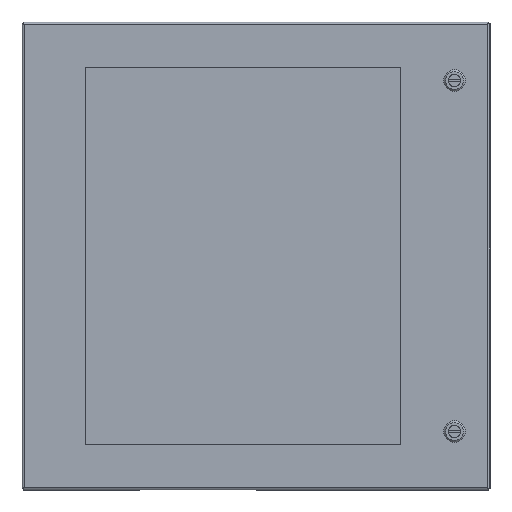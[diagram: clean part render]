
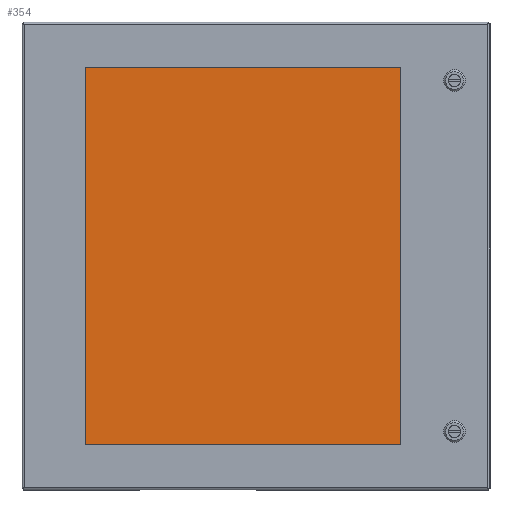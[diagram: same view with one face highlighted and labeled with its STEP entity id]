
A CAD part, front view. The second image highlights one B-rep face of the part: STEP entity #354.
In plain terms, the highlighted planar face has unit normal (0, -1, 0).
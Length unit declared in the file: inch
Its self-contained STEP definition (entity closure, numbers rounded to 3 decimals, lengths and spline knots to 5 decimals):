
#354 = ADVANCED_FACE ( 'NONE', ( #13737 ), #17966, .T. ) ;
#1278 = ORIENTED_EDGE ( 'NONE', *, *, #27089, .F. ) ;
#2602 = EDGE_CURVE ( 'NONE', #23604, #34206, #40467, .T. ) ;
#3247 = VERTEX_POINT ( 'NONE', #3395 ) ;
#3395 = CARTESIAN_POINT ( 'NONE',  ( 7.385, -8.765, -9.647 ) ) ;
#6247 = ORIENTED_EDGE ( 'NONE', *, *, #14846, .F. ) ;
#6538 = VECTOR ( 'NONE', #43756, 39.37008 ) ;
#8416 = ORIENTED_EDGE ( 'NONE', *, *, #2602, .F. ) ;
#10382 = VECTOR ( 'NONE', #35315, 39.37008 ) ;
#10664 = CARTESIAN_POINT ( 'NONE',  ( 7.385, -8.765, -9.647 ) ) ;
#10695 = VECTOR ( 'NONE', #42705, 39.37008 ) ;
#13737 = FACE_OUTER_BOUND ( 'NONE', #25614, .T. ) ;
#14044 = CARTESIAN_POINT ( 'NONE',  ( 7.385, -8.765, -9.647 ) ) ;
#14846 = EDGE_CURVE ( 'NONE', #3247, #23604, #28334, .T. ) ;
#17966 = PLANE ( 'NONE',  #45999 ) ;
#18010 = VERTEX_POINT ( 'NONE', #27360 ) ;
#20311 = EDGE_CURVE ( 'NONE', #34206, #18010, #24248, .T. ) ;
#20968 = CARTESIAN_POINT ( 'NONE',  ( 7.385, -8.765, 9.646 ) ) ;
#23604 = VERTEX_POINT ( 'NONE', #45364 ) ;
#24248 = LINE ( 'NONE', #20968, #10382 ) ;
#24865 = LINE ( 'NONE', #14044, #38561 ) ;
#25614 = EDGE_LOOP ( 'NONE', ( #1278, #25653, #8416, #6247 ) ) ;
#25653 = ORIENTED_EDGE ( 'NONE', *, *, #20311, .F. ) ;
#27089 = EDGE_CURVE ( 'NONE', #18010, #3247, #24865, .T. ) ;
#27090 = CARTESIAN_POINT ( 'NONE',  ( -8.72, -8.765, 9.646 ) ) ;
#27360 = CARTESIAN_POINT ( 'NONE',  ( 7.385, -8.765, 9.646 ) ) ;
#28108 = CARTESIAN_POINT ( 'NONE',  ( 7.77, -8.765, 10.031 ) ) ;
#28334 = LINE ( 'NONE', #10664, #10695 ) ;
#28787 = DIRECTION ( 'NONE',  ( 0., -1., 0. ) ) ;
#32913 = CARTESIAN_POINT ( 'NONE',  ( -8.72, -8.765, 9.646 ) ) ;
#34206 = VERTEX_POINT ( 'NONE', #27090 ) ;
#35315 = DIRECTION ( 'NONE',  ( 1., 0., 0. ) ) ;
#38561 = VECTOR ( 'NONE', #46308, 39.37008 ) ;
#40467 = LINE ( 'NONE', #32913, #6538 ) ;
#42469 = DIRECTION ( 'NONE',  ( -1., 0., 0. ) ) ;
#42705 = DIRECTION ( 'NONE',  ( -1., 0., 0. ) ) ;
#43756 = DIRECTION ( 'NONE',  ( 0., 0., 1. ) ) ;
#45364 = CARTESIAN_POINT ( 'NONE',  ( -8.72, -8.765, -9.647 ) ) ;
#45999 = AXIS2_PLACEMENT_3D ( 'NONE', #28108, #28787, #42469 ) ;
#46308 = DIRECTION ( 'NONE',  ( 0., 0., -1. ) ) ;
